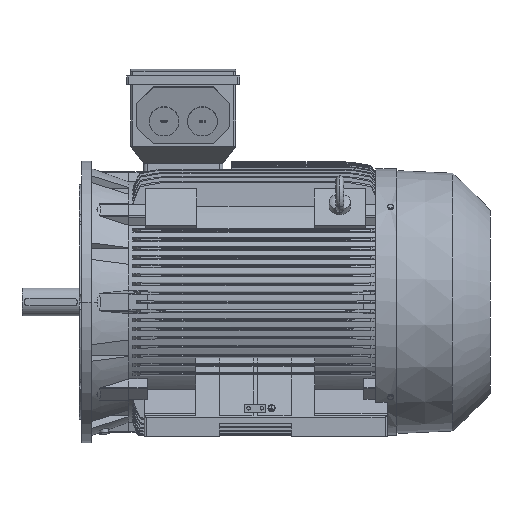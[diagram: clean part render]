
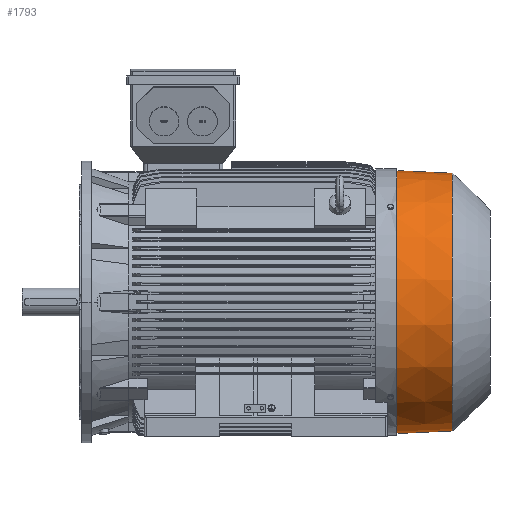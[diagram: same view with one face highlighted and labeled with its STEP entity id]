
A CAD part, front view. The second image highlights one B-rep face of the part: STEP entity #1793.
In plain terms, the highlighted conical face has half-angle 2.643 degrees and reference radius 305 mm.
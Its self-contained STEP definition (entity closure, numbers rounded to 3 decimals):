
#1793=ADVANCED_FACE('',(#5107),#5108,.T.);
#5107=FACE_OUTER_BOUND('',#10037,.T.);
#5108=CONICAL_SURFACE('',#10038,305.,0.046);
#10037=EDGE_LOOP('',(#15355,#15356,#15357,#15358));
#10038=AXIS2_PLACEMENT_3D('',#15359,#15360,#15361);
#15355=ORIENTED_EDGE('',*,*,#30389,.F.);
#15356=ORIENTED_EDGE('',*,*,#30390,.T.);
#15357=ORIENTED_EDGE('',*,*,#30391,.F.);
#15358=ORIENTED_EDGE('',*,*,#30392,.F.);
#15359=CARTESIAN_POINT('',(694.,0.0,0.0));
#15360=DIRECTION('',(-1.0,-0.0,0.0));
#15361=DIRECTION('',(0.0,0.0,1.0));
#30389=EDGE_CURVE('',#36701,#36702,#36703,.T.);
#30390=EDGE_CURVE('',#36701,#36704,#36705,.T.);
#30391=EDGE_CURVE('',#36706,#36704,#36707,.T.);
#30392=EDGE_CURVE('',#36702,#36706,#36708,.T.);
#36701=VERTEX_POINT('',#46689);
#36702=VERTEX_POINT('',#46690);
#36703=LINE('',#46691,#46692);
#36704=VERTEX_POINT('',#46693);
#36705=CIRCLE('',#46694,308.0);
#36706=VERTEX_POINT('',#46695);
#36707=LINE('',#46696,#46697);
#36708=CIRCLE('',#46698,302.);
#46689=CARTESIAN_POINT('',(629.0,0.0,308.0));
#46690=CARTESIAN_POINT('',(759.,0.0,302.));
#46691=CARTESIAN_POINT('',(694.,0.,305.));
#46692=VECTOR('',#70740,1.0);
#46693=CARTESIAN_POINT('',(629.0,0.,-308.0));
#46694=AXIS2_PLACEMENT_3D('',#70741,#70742,#70743);
#46695=CARTESIAN_POINT('',(759.,0.,-302.));
#46696=CARTESIAN_POINT('',(694.,0.,-305.));
#46697=VECTOR('',#70744,1.0);
#46698=AXIS2_PLACEMENT_3D('',#70745,#70746,#70747);
#70740=DIRECTION('',(0.999,0.,-0.046));
#70741=CARTESIAN_POINT('',(629.0,0.0,0.0));
#70742=DIRECTION('',(1.0,0.0,-0.0));
#70743=DIRECTION('',(0.0,0.0,1.0));
#70744=DIRECTION('',(-0.999,0.,-0.046));
#70745=CARTESIAN_POINT('',(759.,0.0,0.0));
#70746=DIRECTION('',(1.0,0.0,-0.0));
#70747=DIRECTION('',(0.0,0.0,1.0));
